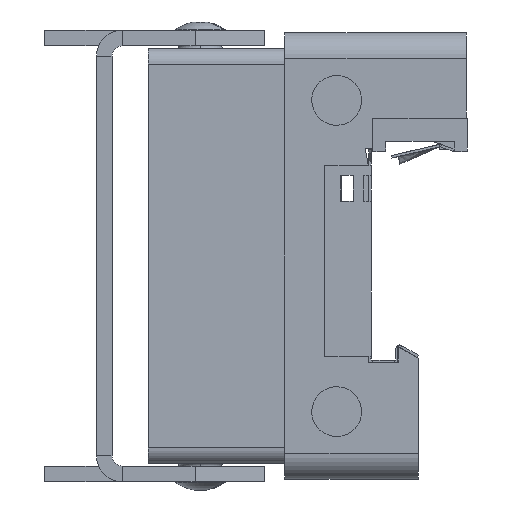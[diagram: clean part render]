
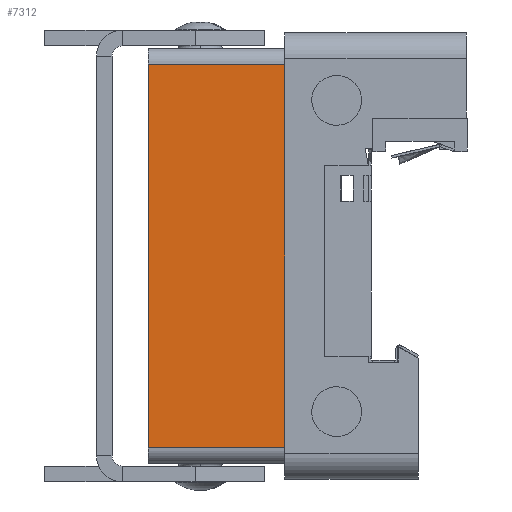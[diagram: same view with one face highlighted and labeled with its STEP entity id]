
A CAD part, left-side view. The second image highlights one B-rep face of the part: STEP entity #7312.
In plain terms, the highlighted face is planar.
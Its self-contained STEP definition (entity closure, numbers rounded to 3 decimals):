
#99 = ORIENTED_EDGE ( 'NONE', *, *, #8911, .T. ) ;
#124 = CARTESIAN_POINT ( 'NONE',  ( -40., 0., -50. ) ) ;
#132 = VERTEX_POINT ( 'NONE', #9505 ) ;
#199 = VERTEX_POINT ( 'NONE', #7775 ) ;
#371 = DIRECTION ( 'NONE',  ( 0., 0., -1. ) ) ;
#438 = EDGE_LOOP ( 'NONE', ( #3721, #4680, #8039, #99, #8034, #4264, #10396, #12385 ) ) ;
#502 = CIRCLE ( 'NONE', #2204, 2.75 ) ;
#808 = VECTOR ( 'NONE', #7345, 1000. ) ;
#1091 = CARTESIAN_POINT ( 'NONE',  ( -40., 52., -50. ) ) ;
#1106 = VECTOR ( 'NONE', #8453, 1000. ) ;
#1254 = VECTOR ( 'NONE', #1540, 1000. ) ;
#1307 = EDGE_LOOP ( 'NONE', ( #10968, #2720 ) ) ;
#1540 = DIRECTION ( 'NONE',  ( 0., 1., 0. ) ) ;
#1559 = CIRCLE ( 'NONE', #8977, 2.75 ) ;
#1944 = DIRECTION ( 'NONE',  ( 1., 0., 0. ) ) ;
#2154 = DIRECTION ( 'NONE',  ( 0., 0., -1. ) ) ;
#2204 = AXIS2_PLACEMENT_3D ( 'NONE', #7839, #9825, #1944 ) ;
#2303 = VERTEX_POINT ( 'NONE', #10729 ) ;
#2491 = EDGE_CURVE ( 'NONE', #5952, #4874, #4182, .T. ) ;
#2570 = EDGE_CURVE ( 'NONE', #9252, #9098, #5287, .T. ) ;
#2670 = EDGE_CURVE ( 'NONE', #3813, #132, #11255, .T. ) ;
#2720 = ORIENTED_EDGE ( 'NONE', *, *, #2491, .T. ) ;
#2749 = EDGE_CURVE ( 'NONE', #10637, #199, #5245, .T. ) ;
#2901 = DIRECTION ( 'NONE',  ( 0., 0., -1. ) ) ;
#2971 = LINE ( 'NONE', #7015, #8182 ) ;
#3069 = EDGE_CURVE ( 'NONE', #2303, #9252, #11429, .T. ) ;
#3260 = CARTESIAN_POINT ( 'NONE',  ( 37., 0., -50. ) ) ;
#3301 = CARTESIAN_POINT ( 'NONE',  ( -25., 20., -50. ) ) ;
#3339 = VECTOR ( 'NONE', #7275, 1000. ) ;
#3346 = LINE ( 'NONE', #9379, #1106 ) ;
#3349 = DIRECTION ( 'NONE',  ( 0., -1., 0. ) ) ;
#3555 = CARTESIAN_POINT ( 'NONE',  ( 30., 15.7, -50. ) ) ;
#3721 = ORIENTED_EDGE ( 'NONE', *, *, #13077, .F. ) ;
#3813 = VERTEX_POINT ( 'NONE', #10962 ) ;
#4134 = VERTEX_POINT ( 'NONE', #10548 ) ;
#4182 = CIRCLE ( 'NONE', #9689, 2.75 ) ;
#4264 = ORIENTED_EDGE ( 'NONE', *, *, #5744, .T. ) ;
#4398 = CARTESIAN_POINT ( 'NONE',  ( -37., 52., -50. ) ) ;
#4477 = DIRECTION ( 'NONE',  ( -1., 0., 0. ) ) ;
#4680 = ORIENTED_EDGE ( 'NONE', *, *, #2570, .F. ) ;
#4874 = VERTEX_POINT ( 'NONE', #11505 ) ;
#5154 = LINE ( 'NONE', #5290, #8764 ) ;
#5245 = CIRCLE ( 'NONE', #10972, 2.75 ) ;
#5287 = LINE ( 'NONE', #124, #3339 ) ;
#5290 = CARTESIAN_POINT ( 'NONE',  ( 37., 52., -50. ) ) ;
#5536 = ORIENTED_EDGE ( 'NONE', *, *, #2749, .F. ) ;
#5572 = CARTESIAN_POINT ( 'NONE',  ( -25., 0., -50. ) ) ;
#5650 = EDGE_LOOP ( 'NONE', ( #5536, #6490 ) ) ;
#5744 = EDGE_CURVE ( 'NONE', #6055, #11635, #2971, .T. ) ;
#5807 = CARTESIAN_POINT ( 'NONE',  ( 30., 15.7, -50. ) ) ;
#5952 = VERTEX_POINT ( 'NONE', #8662 ) ;
#6001 = DIRECTION ( 'NONE',  ( -1., 0., 0. ) ) ;
#6055 = VERTEX_POINT ( 'NONE', #3260 ) ;
#6239 = DIRECTION ( 'NONE',  ( 0., 1., 0. ) ) ;
#6254 = AXIS2_PLACEMENT_3D ( 'NONE', #1091, #2154, #6001 ) ;
#6490 = ORIENTED_EDGE ( 'NONE', *, *, #9980, .F. ) ;
#6531 = CARTESIAN_POINT ( 'NONE',  ( -25., 0., -50. ) ) ;
#6842 = LINE ( 'NONE', #5572, #1254 ) ;
#6891 = DIRECTION ( 'NONE',  ( 1., 0., 0. ) ) ;
#7015 = CARTESIAN_POINT ( 'NONE',  ( 40., 0., -50. ) ) ;
#7275 = DIRECTION ( 'NONE',  ( 1., 0., 0. ) ) ;
#7312 = ADVANCED_FACE ( 'NONE', ( #10237, #11104, #12081 ), #7992, .T. ) ;
#7345 = DIRECTION ( 'NONE',  ( 1., 0., 0. ) ) ;
#7371 = VECTOR ( 'NONE', #3349, 1000. ) ;
#7736 = DIRECTION ( 'NONE',  ( -1., 0., 0. ) ) ;
#7775 = CARTESIAN_POINT ( 'NONE',  ( 32.75, 15.7, -50. ) ) ;
#7839 = CARTESIAN_POINT ( 'NONE',  ( -30., 15.7, -50. ) ) ;
#7884 = CARTESIAN_POINT ( 'NONE',  ( -30., 15.7, -50. ) ) ;
#7992 = PLANE ( 'NONE',  #6254 ) ;
#8034 = ORIENTED_EDGE ( 'NONE', *, *, #9732, .T. ) ;
#8039 = ORIENTED_EDGE ( 'NONE', *, *, #3069, .F. ) ;
#8086 = VECTOR ( 'NONE', #6239, 1000. ) ;
#8182 = VECTOR ( 'NONE', #11189, 1000. ) ;
#8236 = CARTESIAN_POINT ( 'NONE',  ( 25., 0., -50. ) ) ;
#8453 = DIRECTION ( 'NONE',  ( 1., 0., 0. ) ) ;
#8662 = CARTESIAN_POINT ( 'NONE',  ( -32.75, 15.7, -50. ) ) ;
#8764 = VECTOR ( 'NONE', #12105, 1000. ) ;
#8911 = EDGE_CURVE ( 'NONE', #2303, #4134, #3346, .T. ) ;
#8977 = AXIS2_PLACEMENT_3D ( 'NONE', #5807, #2901, #7736 ) ;
#9098 = VERTEX_POINT ( 'NONE', #6531 ) ;
#9252 = VERTEX_POINT ( 'NONE', #11336 ) ;
#9379 = CARTESIAN_POINT ( 'NONE',  ( -40., 52., -50. ) ) ;
#9505 = CARTESIAN_POINT ( 'NONE',  ( 25., 20., -50. ) ) ;
#9689 = AXIS2_PLACEMENT_3D ( 'NONE', #7884, #11912, #6891 ) ;
#9732 = EDGE_CURVE ( 'NONE', #4134, #6055, #5154, .T. ) ;
#9825 = DIRECTION ( 'NONE',  ( 0., 0., 1. ) ) ;
#9980 = EDGE_CURVE ( 'NONE', #199, #10637, #1559, .T. ) ;
#10237 = FACE_OUTER_BOUND ( 'NONE', #438, .T. ) ;
#10285 = EDGE_CURVE ( 'NONE', #4874, #5952, #502, .T. ) ;
#10396 = ORIENTED_EDGE ( 'NONE', *, *, #10455, .T. ) ;
#10455 = EDGE_CURVE ( 'NONE', #11635, #132, #12379, .T. ) ;
#10548 = CARTESIAN_POINT ( 'NONE',  ( 37., 52., -50. ) ) ;
#10637 = VERTEX_POINT ( 'NONE', #12050 ) ;
#10729 = CARTESIAN_POINT ( 'NONE',  ( -37., 52., -50. ) ) ;
#10962 = CARTESIAN_POINT ( 'NONE',  ( -25., 20., -50. ) ) ;
#10968 = ORIENTED_EDGE ( 'NONE', *, *, #10285, .T. ) ;
#10972 = AXIS2_PLACEMENT_3D ( 'NONE', #3555, #371, #4477 ) ;
#11003 = CARTESIAN_POINT ( 'NONE',  ( 25., 0., -50. ) ) ;
#11104 = FACE_BOUND ( 'NONE', #1307, .T. ) ;
#11189 = DIRECTION ( 'NONE',  ( -1., 0., 0. ) ) ;
#11255 = LINE ( 'NONE', #3301, #808 ) ;
#11336 = CARTESIAN_POINT ( 'NONE',  ( -37., 0., -50. ) ) ;
#11429 = LINE ( 'NONE', #4398, #7371 ) ;
#11505 = CARTESIAN_POINT ( 'NONE',  ( -27.25, 15.7, -50. ) ) ;
#11635 = VERTEX_POINT ( 'NONE', #11003 ) ;
#11912 = DIRECTION ( 'NONE',  ( 0., 0., 1. ) ) ;
#12050 = CARTESIAN_POINT ( 'NONE',  ( 27.25, 15.7, -50. ) ) ;
#12081 = FACE_BOUND ( 'NONE', #5650, .T. ) ;
#12105 = DIRECTION ( 'NONE',  ( 0., -1., 0. ) ) ;
#12379 = LINE ( 'NONE', #8236, #8086 ) ;
#12385 = ORIENTED_EDGE ( 'NONE', *, *, #2670, .F. ) ;
#13077 = EDGE_CURVE ( 'NONE', #9098, #3813, #6842, .T. ) ;
